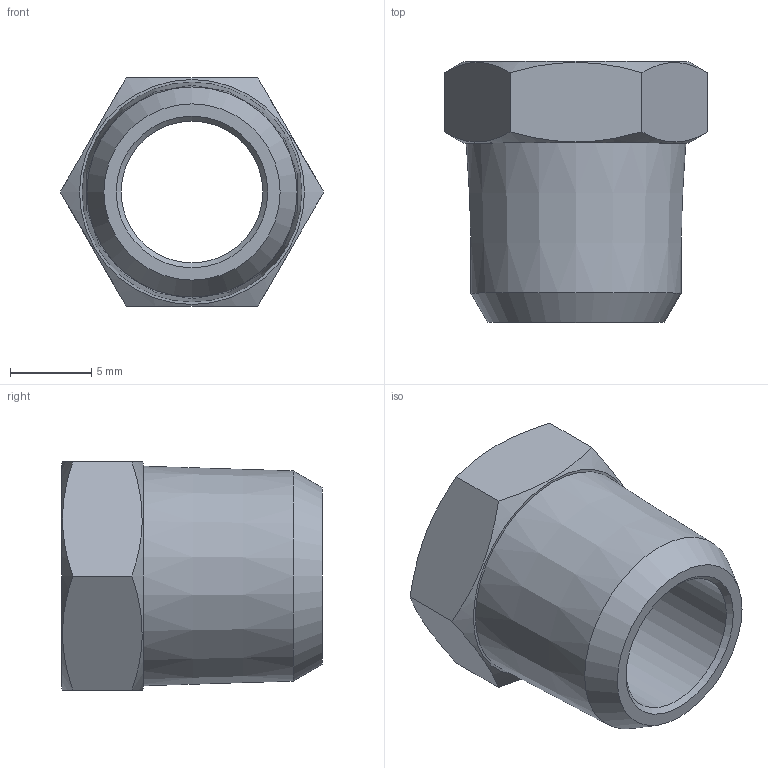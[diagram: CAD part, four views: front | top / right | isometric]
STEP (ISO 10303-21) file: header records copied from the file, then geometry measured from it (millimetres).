
FILE_DESCRIPTION(( 'RAL.14.18.14.stp' ), '1');
FILE_NAME( 'RAL.14.18.14.stp', '2021-02-22T10:31:29',( 'Sopra'),('sopra-pneumatic.com'), 'SwSTEP 2.0','SolidWorks 2009','' );
FILE_SCHEMA( ( 'CONFIG_CONTROL_DESIGN' ) );
Length unit declared in the file: millimetre
Products named in the file (1): Filetto G1/8 F
Bounding box: 16.17 x 16 x 14 mm (x, y, z)
Volume: 1333.9 mm3; surface area: 1271.5 mm2
Topology: 1 solids, 1 shells, 16 faces, 38 edges, 25 vertices
Faces by surface type: plane 9, cone 6, cylinder 1
Full cylindrical faces by diameter (mm): 8.7 x1
Entity records: 656 total; most frequent: CARTESIAN_POINT 285, ORIENTED_EDGE 62, DIRECTION 58, EDGE_CURVE 31, AXIS2_PLACEMENT_3D 26, EDGE_LOOP 26, VERTEX_POINT 25, FACE_OUTER_BOUND 17
